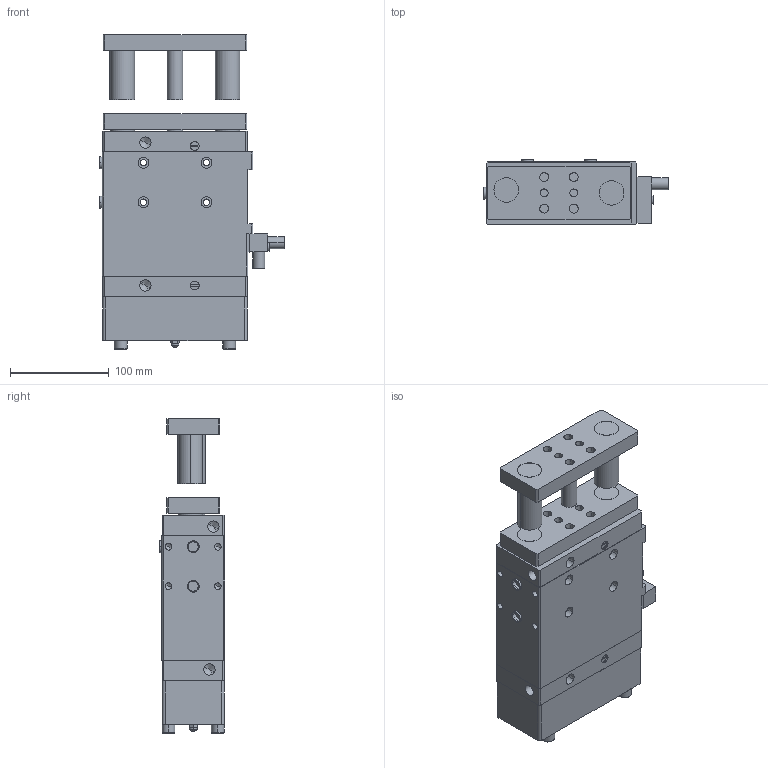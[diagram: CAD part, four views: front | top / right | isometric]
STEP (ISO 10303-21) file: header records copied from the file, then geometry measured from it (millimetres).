
FILE_DESCRIPTION(('CATIA V5 STEP Exchange'),'2;1');
FILE_NAME('DFZ_50_1_A01_80_SB_T12_TUENKERS.stp','2020-11-24T14:46:51+00:00',('none'),('none'),'CATIA Version 5 Release 19 SP 9 (IN-10)','CATIA V5 STEP AP214','none');
FILE_SCHEMA(('AUTOMOTIVE_DESIGN { 1 0 10303 214 1 1 1 1 }'));
Length unit declared in the file: millimetre
Products named in the file (1): DFZ_50_1_A01_80_SB_T12_TUENKERS
Bounding box: 187.4 x 66.4 x 319.3 mm (x, y, z)
Volume: 1984716.4 mm3; surface area: 230943.2 mm2
Topology: 2 solids, 3 shells, 420 faces, 1007 edges, 624 vertices
Faces by surface type: cylinder 183, plane 151, cone 72, torus 12, sphere 2
Entity records: 11911 total; most frequent: CARTESIAN_POINT 1994, ORIENTED_EDGE 1954, DIRECTION 1530, EDGE_CURVE 977, AXIS2_PLACEMENT_3D 734, VERTEX_POINT 624, EDGE_LOOP 525, VECTOR 512
